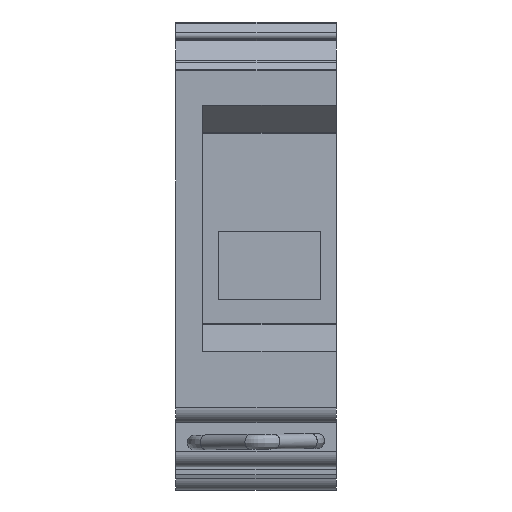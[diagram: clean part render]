
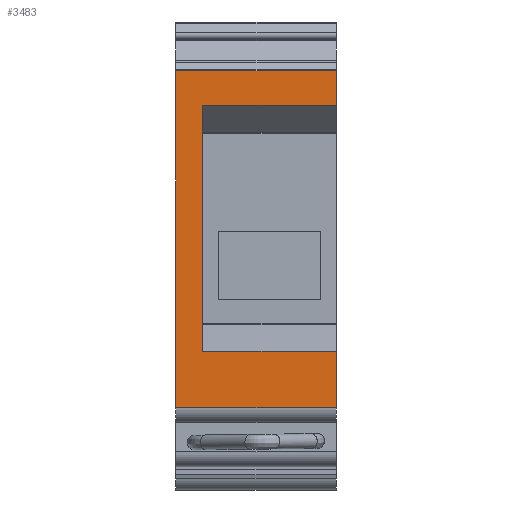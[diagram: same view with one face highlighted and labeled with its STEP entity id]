
A CAD part, left-side view. The second image highlights one B-rep face of the part: STEP entity #3483.
In plain terms, the highlighted planar face has unit normal (-1, 0, 0).
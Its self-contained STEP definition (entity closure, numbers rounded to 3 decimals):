
#590=ORIENTED_EDGE('',*,*,#1041,.T.);
#591=ORIENTED_EDGE('',*,*,#1153,.F.);
#592=ORIENTED_EDGE('',*,*,#1154,.F.);
#593=ORIENTED_EDGE('',*,*,#1093,.T.);
#594=ORIENTED_EDGE('',*,*,#1035,.T.);
#595=ORIENTED_EDGE('',*,*,#1155,.F.);
#596=ORIENTED_EDGE('',*,*,#1156,.F.);
#597=ORIENTED_EDGE('',*,*,#1157,.T.);
#1035=EDGE_CURVE('',#1364,#1363,#1590,.T.);
#1041=EDGE_CURVE('',#1369,#1368,#1594,.T.);
#1093=EDGE_CURVE('',#1417,#1364,#1628,.T.);
#1153=EDGE_CURVE('',#1454,#1368,#1673,.T.);
#1154=EDGE_CURVE('',#1417,#1454,#1674,.T.);
#1155=EDGE_CURVE('',#1455,#1363,#1675,.T.);
#1156=EDGE_CURVE('',#1456,#1455,#1676,.T.);
#1157=EDGE_CURVE('',#1456,#1369,#1677,.T.);
#1363=VERTEX_POINT('',#6044);
#1364=VERTEX_POINT('',#6046);
#1368=VERTEX_POINT('',#6055);
#1369=VERTEX_POINT('',#6057);
#1417=VERTEX_POINT('',#6159);
#1454=VERTEX_POINT('',#6278);
#1455=VERTEX_POINT('',#6281);
#1456=VERTEX_POINT('',#6283);
#1590=LINE('',#6045,#1840);
#1594=LINE('',#6056,#1844);
#1628=LINE('',#6158,#1878);
#1673=LINE('',#6277,#1923);
#1674=LINE('',#6279,#1924);
#1675=LINE('',#6280,#1925);
#1676=LINE('',#6282,#1926);
#1677=LINE('',#6284,#1927);
#1840=VECTOR('',#4035,1000.);
#1844=VECTOR('',#4043,1000.);
#1878=VECTOR('',#4117,1000.);
#1923=VECTOR('',#4236,1000.);
#1924=VECTOR('',#4237,1000.);
#1925=VECTOR('',#4238,1000.);
#1926=VECTOR('',#4239,1000.);
#1927=VECTOR('',#4240,1000.);
#2107=EDGE_LOOP('',(#590,#591,#592,#593,#594,#595,#596,#597));
#2285=FACE_BOUND('',#2107,.T.);
#2402=PLANE('',#3693);
#3483=ADVANCED_FACE('',(#2285),#2402,.F.);
#3693=AXIS2_PLACEMENT_3D('',#6276,#4234,#4235);
#4035=DIRECTION('',(0.,0.,1.));
#4043=DIRECTION('',(0.,0.,1.));
#4117=DIRECTION('',(0.,-1.,0.));
#4234=DIRECTION('',(1.,0.,0.));
#4235=DIRECTION('',(0.,0.,-1.));
#4236=DIRECTION('',(0.,-1.,0.));
#4237=DIRECTION('',(0.,0.,-1.));
#4238=DIRECTION('',(0.,-1.,0.));
#4239=DIRECTION('',(0.,0.,1.));
#4240=DIRECTION('',(0.,-1.,0.));
#6044=CARTESIAN_POINT('',(-38.15,0.,30.706));
#6045=CARTESIAN_POINT('',(-38.15,0.,-25.956));
#6046=CARTESIAN_POINT('',(-38.15,0.,24.894));
#6055=CARTESIAN_POINT('',(-38.15,0.,-16.501));
#6056=CARTESIAN_POINT('',(-38.15,0.,-25.956));
#6057=CARTESIAN_POINT('',(-38.15,0.,-25.956));
#6158=CARTESIAN_POINT('',(-38.15,27.,24.894));
#6159=CARTESIAN_POINT('',(-38.15,22.45,24.894));
#6276=CARTESIAN_POINT('',(-38.15,27.,-25.956));
#6277=CARTESIAN_POINT('',(-38.15,22.45,-16.501));
#6278=CARTESIAN_POINT('',(-38.15,22.45,-16.501));
#6279=CARTESIAN_POINT('',(-38.15,22.45,-16.501));
#6280=CARTESIAN_POINT('',(-38.15,27.,30.706));
#6281=CARTESIAN_POINT('',(-38.15,27.,30.706));
#6282=CARTESIAN_POINT('',(-38.15,27.,-25.956));
#6283=CARTESIAN_POINT('',(-38.15,27.,-25.956));
#6284=CARTESIAN_POINT('',(-38.15,27.,-25.956));
